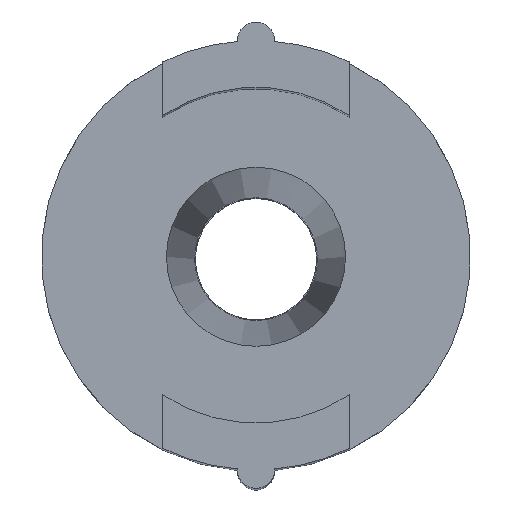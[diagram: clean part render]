
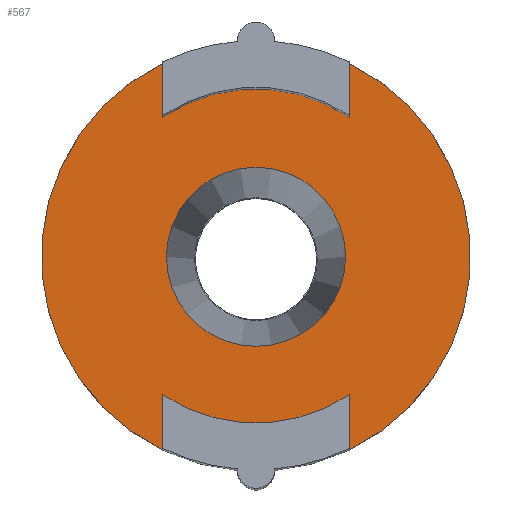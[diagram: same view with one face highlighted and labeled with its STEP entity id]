
A CAD part, top view. The second image highlights one B-rep face of the part: STEP entity #567.
In plain terms, the highlighted planar face has unit normal (0, 0, 1).
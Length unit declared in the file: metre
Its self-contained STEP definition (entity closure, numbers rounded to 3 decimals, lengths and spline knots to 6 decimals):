
#45=CIRCLE('',#620,0.004799);
#46=CIRCLE('',#621,0.009);
#47=CIRCLE('',#622,0.0115);
#48=CIRCLE('',#623,0.009);
#49=CIRCLE('',#624,0.0115);
#144=ORIENTED_EDGE('',*,*,#294,.F.);
#145=ORIENTED_EDGE('',*,*,#295,.T.);
#146=ORIENTED_EDGE('',*,*,#270,.F.);
#147=ORIENTED_EDGE('',*,*,#296,.T.);
#148=ORIENTED_EDGE('',*,*,#282,.F.);
#149=ORIENTED_EDGE('',*,*,#297,.T.);
#150=ORIENTED_EDGE('',*,*,#293,.T.);
#151=ORIENTED_EDGE('',*,*,#298,.T.);
#152=ORIENTED_EDGE('',*,*,#281,.T.);
#270=EDGE_CURVE('',#345,#346,#400,.T.);
#281=EDGE_CURVE('',#351,#356,#407,.T.);
#282=EDGE_CURVE('',#357,#358,#408,.T.);
#293=EDGE_CURVE('',#363,#368,#415,.T.);
#294=EDGE_CURVE('',#369,#369,#45,.T.);
#295=EDGE_CURVE('',#356,#346,#46,.T.);
#296=EDGE_CURVE('',#345,#358,#47,.T.);
#297=EDGE_CURVE('',#357,#363,#48,.T.);
#298=EDGE_CURVE('',#368,#351,#49,.T.);
#345=VERTEX_POINT('',#910);
#346=VERTEX_POINT('',#911);
#351=VERTEX_POINT('',#929);
#356=VERTEX_POINT('',#944);
#357=VERTEX_POINT('',#948);
#358=VERTEX_POINT('',#949);
#363=VERTEX_POINT('',#967);
#368=VERTEX_POINT('',#982);
#369=VERTEX_POINT('',#986);
#400=LINE('',#909,#444);
#407=LINE('',#945,#451);
#408=LINE('',#947,#452);
#415=LINE('',#983,#459);
#444=VECTOR('',#726,1.);
#451=VECTOR('',#735,1.);
#452=VECTOR('',#738,1.);
#459=VECTOR('',#747,1.);
#478=EDGE_LOOP('',(#144));
#479=EDGE_LOOP('',(#145,#146,#147,#148,#149,#150,#151,#152));
#514=FACE_BOUND('',#478,.T.);
#515=FACE_BOUND('',#479,.T.);
#544=PLANE('',#619);
#567=ADVANCED_FACE('',(#514,#515),#544,.T.);
#619=AXIS2_PLACEMENT_3D('',#984,#748,#749);
#620=AXIS2_PLACEMENT_3D('',#985,#750,#751);
#621=AXIS2_PLACEMENT_3D('',#987,#752,#753);
#622=AXIS2_PLACEMENT_3D('',#988,#754,#755);
#623=AXIS2_PLACEMENT_3D('',#989,#756,#757);
#624=AXIS2_PLACEMENT_3D('',#990,#758,#759);
#726=DIRECTION('',(0.,-1.,0.));
#735=DIRECTION('',(0.,-1.,0.));
#738=DIRECTION('',(0.,-1.,0.));
#747=DIRECTION('',(0.,-1.,0.));
#748=DIRECTION('',(0.,0.,1.));
#749=DIRECTION('',(1.,0.,0.));
#750=DIRECTION('',(0.,0.,1.));
#751=DIRECTION('',(1.,0.,0.));
#752=DIRECTION('',(0.,0.,1.));
#753=DIRECTION('',(1.,0.,0.));
#754=DIRECTION('',(0.,0.,1.));
#755=DIRECTION('',(1.,0.,0.));
#756=DIRECTION('',(0.,0.,1.));
#757=DIRECTION('',(1.,0.,0.));
#758=DIRECTION('',(0.,0.,1.));
#759=DIRECTION('',(1.,0.,0.));
#909=CARTESIAN_POINT('',(-0.005,0.,0.07625));
#910=CARTESIAN_POINT('',(-0.005,0.010356,0.07625));
#911=CARTESIAN_POINT('',(-0.005,0.007483,0.07625));
#929=CARTESIAN_POINT('',(0.005,0.010356,0.07625));
#944=CARTESIAN_POINT('',(0.005,0.007483,0.07625));
#945=CARTESIAN_POINT('',(0.005,0.,0.07625));
#947=CARTESIAN_POINT('',(-0.005,0.,0.07625));
#948=CARTESIAN_POINT('',(-0.005,-0.007483,0.07625));
#949=CARTESIAN_POINT('',(-0.005,-0.010356,0.07625));
#967=CARTESIAN_POINT('',(0.005,-0.007483,0.07625));
#982=CARTESIAN_POINT('',(0.005,-0.010356,0.07625));
#983=CARTESIAN_POINT('',(0.005,0.,0.07625));
#984=CARTESIAN_POINT('',(0.003775,0.,0.07625));
#985=CARTESIAN_POINT('',(0.,0.,0.07625));
#986=CARTESIAN_POINT('',(0.004799,0.,0.07625));
#987=CARTESIAN_POINT('',(0.,0.,0.07625));
#988=CARTESIAN_POINT('',(0.,0.,0.07625));
#989=CARTESIAN_POINT('',(0.,0.,0.07625));
#990=CARTESIAN_POINT('',(0.,0.,0.07625));
